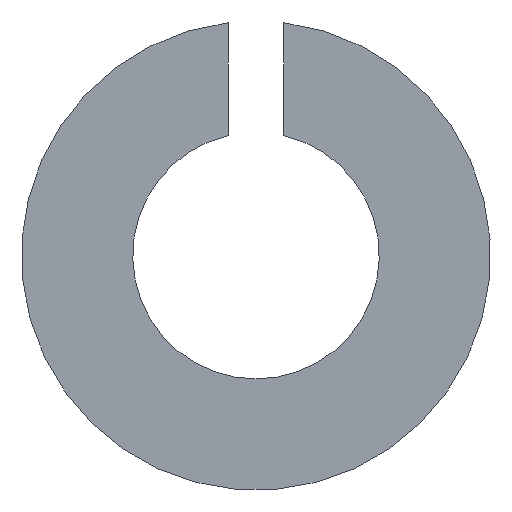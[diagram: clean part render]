
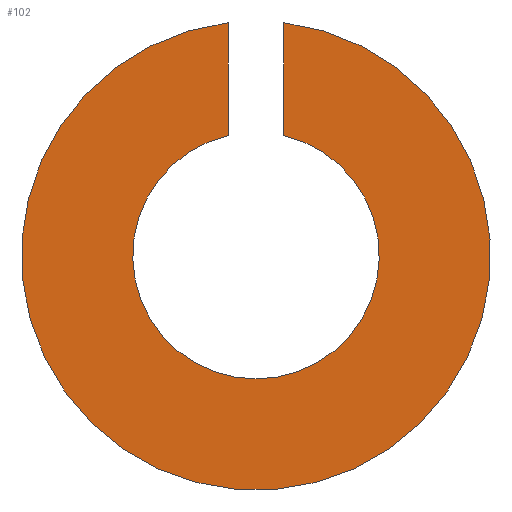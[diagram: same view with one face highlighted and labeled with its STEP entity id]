
A CAD part, left-side view. The second image highlights one B-rep face of the part: STEP entity #102.
In plain terms, the highlighted planar face has unit normal (-1, 0, 0).
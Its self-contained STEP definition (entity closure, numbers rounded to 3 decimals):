
#22=CIRCLE('',#122,1.55);
#23=CIRCLE('',#123,2.95);
#26=ORIENTED_EDGE('',*,*,#50,.F.);
#27=ORIENTED_EDGE('',*,*,#51,.F.);
#28=ORIENTED_EDGE('',*,*,#52,.F.);
#29=ORIENTED_EDGE('',*,*,#53,.F.);
#50=EDGE_CURVE('',#62,#63,#70,.T.);
#51=EDGE_CURVE('',#64,#62,#22,.F.);
#52=EDGE_CURVE('',#65,#64,#71,.T.);
#53=EDGE_CURVE('',#63,#65,#23,.T.);
#62=VERTEX_POINT('',#164);
#63=VERTEX_POINT('',#165);
#64=VERTEX_POINT('',#167);
#65=VERTEX_POINT('',#169);
#70=LINE('',#163,#78);
#71=LINE('',#168,#79);
#78=VECTOR('',#135,1000.);
#79=VECTOR('',#138,1000.);
#86=EDGE_LOOP('',(#26,#27,#28,#29));
#92=FACE_BOUND('',#86,.T.);
#98=PLANE('',#121);
#102=ADVANCED_FACE('',(#92),#98,.F.);
#121=AXIS2_PLACEMENT_3D('',#162,#133,#134);
#122=AXIS2_PLACEMENT_3D('',#166,#136,#137);
#123=AXIS2_PLACEMENT_3D('',#170,#139,#140);
#133=DIRECTION('',(1.,0.,0.));
#134=DIRECTION('',(0.,0.,-1.));
#135=DIRECTION('',(0.,0.,1.));
#136=DIRECTION('',(1.,0.,0.));
#137=DIRECTION('',(0.,0.,-1.));
#138=DIRECTION('',(0.,0.,-1.));
#139=DIRECTION('',(1.,0.,0.));
#140=DIRECTION('',(0.,0.,-1.));
#162=CARTESIAN_POINT('',(-0.7,0.,0.));
#163=CARTESIAN_POINT('',(-0.7,-0.35,0.));
#164=CARTESIAN_POINT('',(-0.7,-0.35,1.51));
#165=CARTESIAN_POINT('',(-0.7,-0.35,2.929));
#166=CARTESIAN_POINT('',(-0.7,0.,0.));
#167=CARTESIAN_POINT('',(-0.7,0.35,1.51));
#168=CARTESIAN_POINT('',(-0.7,0.35,0.));
#169=CARTESIAN_POINT('',(-0.7,0.35,2.929));
#170=CARTESIAN_POINT('',(-0.7,0.,0.));
